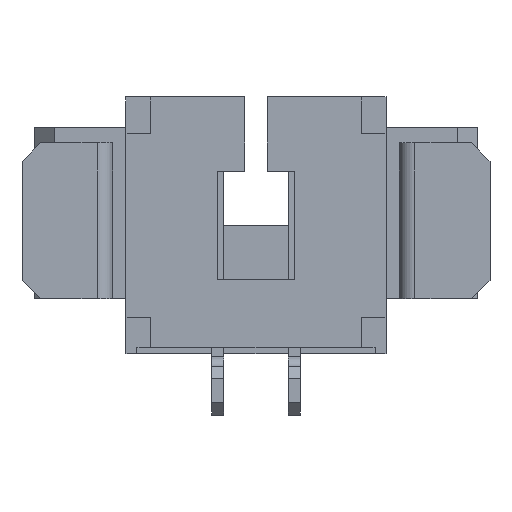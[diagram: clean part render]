
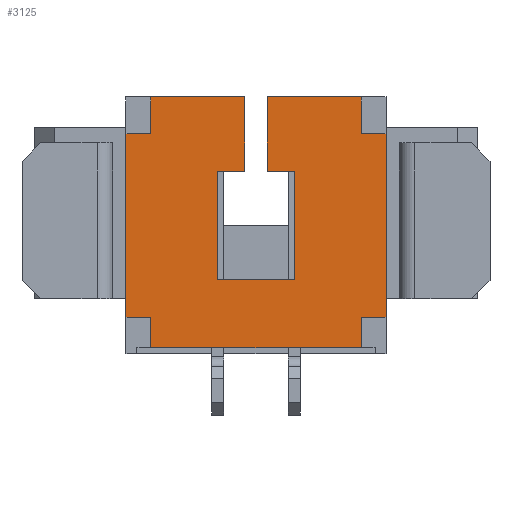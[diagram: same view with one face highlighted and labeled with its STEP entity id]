
A CAD part, front view. The second image highlights one B-rep face of the part: STEP entity #3125.
In plain terms, the highlighted planar face has unit normal (0, -1, 0).
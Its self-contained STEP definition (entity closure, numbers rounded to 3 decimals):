
#141=FACE_OUTER_BOUND('',#308,.T.);
#308=EDGE_LOOP('',(#2367,#2368,#2369,#2370,#2371,#2372,#2373,#2374,#2375,
#2376,#2377,#2378,#2379,#2380,#2381,#2382,#2383,#2384,#2385,#2386));
#421=LINE('',#4292,#849);
#462=LINE('',#4374,#890);
#500=LINE('',#4450,#928);
#591=LINE('',#4640,#1019);
#598=LINE('',#4654,#1026);
#611=LINE('',#4679,#1039);
#613=LINE('',#4682,#1041);
#616=LINE('',#4688,#1044);
#618=LINE('',#4691,#1046);
#621=LINE('',#4697,#1049);
#624=LINE('',#4703,#1052);
#625=LINE('',#4706,#1053);
#627=LINE('',#4710,#1055);
#628=LINE('',#4712,#1056);
#629=LINE('',#4714,#1057);
#630=LINE('',#4716,#1058);
#631=LINE('',#4718,#1059);
#632=LINE('',#4720,#1060);
#633=LINE('',#4721,#1061);
#634=LINE('',#4722,#1062);
#849=VECTOR('',#3477,10.);
#890=VECTOR('',#3532,10.);
#928=VECTOR('',#3600,10.);
#1019=VECTOR('',#3757,10.);
#1026=VECTOR('',#3766,10.);
#1039=VECTOR('',#3787,10.);
#1041=VECTOR('',#3791,10.);
#1044=VECTOR('',#3796,10.);
#1046=VECTOR('',#3800,10.);
#1049=VECTOR('',#3805,10.);
#1052=VECTOR('',#3810,10.);
#1053=VECTOR('',#3813,10.);
#1055=VECTOR('',#3817,10.);
#1056=VECTOR('',#3818,10.);
#1057=VECTOR('',#3819,10.);
#1058=VECTOR('',#3820,10.);
#1059=VECTOR('',#3821,10.);
#1060=VECTOR('',#3822,10.);
#1061=VECTOR('',#3823,10.);
#1062=VECTOR('',#3824,10.);
#1274=VERTEX_POINT('',#4289);
#1275=VERTEX_POINT('',#4291);
#1309=VERTEX_POINT('',#4373);
#1331=VERTEX_POINT('',#4447);
#1332=VERTEX_POINT('',#4449);
#1397=VERTEX_POINT('',#4637);
#1398=VERTEX_POINT('',#4639);
#1403=VERTEX_POINT('',#4651);
#1404=VERTEX_POINT('',#4653);
#1412=VERTEX_POINT('',#4677);
#1414=VERTEX_POINT('',#4686);
#1416=VERTEX_POINT('',#4695);
#1418=VERTEX_POINT('',#4701);
#1419=VERTEX_POINT('',#4705);
#1420=VERTEX_POINT('',#4709);
#1421=VERTEX_POINT('',#4711);
#1422=VERTEX_POINT('',#4713);
#1423=VERTEX_POINT('',#4715);
#1424=VERTEX_POINT('',#4717);
#1425=VERTEX_POINT('',#4719);
#1573=EDGE_CURVE('',#1275,#1274,#421,.T.);
#1614=EDGE_CURVE('',#1275,#1309,#462,.T.);
#1652=EDGE_CURVE('',#1331,#1332,#500,.T.);
#1747=EDGE_CURVE('',#1397,#1398,#591,.T.);
#1754=EDGE_CURVE('',#1403,#1404,#598,.T.);
#1767=EDGE_CURVE('',#1412,#1274,#611,.T.);
#1769=EDGE_CURVE('',#1332,#1412,#613,.T.);
#1772=EDGE_CURVE('',#1414,#1331,#616,.T.);
#1774=EDGE_CURVE('',#1404,#1414,#618,.T.);
#1777=EDGE_CURVE('',#1416,#1397,#621,.T.);
#1780=EDGE_CURVE('',#1418,#1416,#624,.T.);
#1781=EDGE_CURVE('',#1309,#1419,#625,.T.);
#1783=EDGE_CURVE('',#1420,#1403,#627,.T.);
#1784=EDGE_CURVE('',#1421,#1420,#628,.T.);
#1785=EDGE_CURVE('',#1422,#1421,#629,.T.);
#1786=EDGE_CURVE('',#1423,#1422,#630,.T.);
#1787=EDGE_CURVE('',#1424,#1423,#631,.T.);
#1788=EDGE_CURVE('',#1425,#1424,#632,.T.);
#1789=EDGE_CURVE('',#1398,#1425,#633,.T.);
#1790=EDGE_CURVE('',#1419,#1418,#634,.T.);
#2367=ORIENTED_EDGE('',*,*,#1573,.T.);
#2368=ORIENTED_EDGE('',*,*,#1767,.F.);
#2369=ORIENTED_EDGE('',*,*,#1769,.F.);
#2370=ORIENTED_EDGE('',*,*,#1652,.F.);
#2371=ORIENTED_EDGE('',*,*,#1772,.F.);
#2372=ORIENTED_EDGE('',*,*,#1774,.F.);
#2373=ORIENTED_EDGE('',*,*,#1754,.F.);
#2374=ORIENTED_EDGE('',*,*,#1783,.F.);
#2375=ORIENTED_EDGE('',*,*,#1784,.F.);
#2376=ORIENTED_EDGE('',*,*,#1785,.F.);
#2377=ORIENTED_EDGE('',*,*,#1786,.F.);
#2378=ORIENTED_EDGE('',*,*,#1787,.F.);
#2379=ORIENTED_EDGE('',*,*,#1788,.F.);
#2380=ORIENTED_EDGE('',*,*,#1789,.F.);
#2381=ORIENTED_EDGE('',*,*,#1747,.F.);
#2382=ORIENTED_EDGE('',*,*,#1777,.F.);
#2383=ORIENTED_EDGE('',*,*,#1780,.F.);
#2384=ORIENTED_EDGE('',*,*,#1790,.F.);
#2385=ORIENTED_EDGE('',*,*,#1781,.F.);
#2386=ORIENTED_EDGE('',*,*,#1614,.F.);
#2969=PLANE('',#3334);
#3125=ADVANCED_FACE('',(#141),#2969,.F.);
#3334=AXIS2_PLACEMENT_3D('',#4708,#3815,#3816);
#3477=DIRECTION('',(1.,0.,0.));
#3532=DIRECTION('',(0.,0.,1.));
#3600=DIRECTION('',(0.,0.,-1.));
#3757=DIRECTION('',(1.,0.,0.));
#3766=DIRECTION('',(1.,0.,0.));
#3787=DIRECTION('',(0.,0.,-1.));
#3791=DIRECTION('',(-1.,0.,0.));
#3796=DIRECTION('',(1.,0.,0.));
#3800=DIRECTION('',(0.,0.,-1.));
#3805=DIRECTION('',(0.,0.,1.));
#3810=DIRECTION('',(1.,0.,0.));
#3813=DIRECTION('',(-1.,0.,0.));
#3815=DIRECTION('center_axis',(0.,1.,0.));
#3816=DIRECTION('ref_axis',(0.,0.,1.));
#3817=DIRECTION('',(0.,0.,1.));
#3818=DIRECTION('',(-1.,0.,0.));
#3819=DIRECTION('',(0.,0.,1.));
#3820=DIRECTION('',(1.,0.,0.));
#3821=DIRECTION('',(0.,0.,-1.));
#3822=DIRECTION('',(-1.,0.,0.));
#3823=DIRECTION('',(0.,0.,-1.));
#3824=DIRECTION('',(0.,0.,1.));
#4289=CARTESIAN_POINT('',(1.718,0.1,-2.));
#4291=CARTESIAN_POINT('',(-1.718,0.1,-2.));
#4292=CARTESIAN_POINT('',(0.,0.1,-2.));
#4373=CARTESIAN_POINT('',(-1.718,0.1,-1.501));
#4374=CARTESIAN_POINT('',(-1.718,0.1,-2.1));
#4447=CARTESIAN_POINT('',(2.125,0.1,1.501));
#4449=CARTESIAN_POINT('',(2.125,0.1,-1.501));
#4450=CARTESIAN_POINT('',(2.125,0.1,1.05));
#4637=CARTESIAN_POINT('',(-1.718,0.1,2.1));
#4639=CARTESIAN_POINT('',(-0.185,0.1,2.1));
#4640=CARTESIAN_POINT('',(-1.812,0.1,2.1));
#4651=CARTESIAN_POINT('',(0.185,0.1,2.1));
#4653=CARTESIAN_POINT('',(1.718,0.1,2.1));
#4654=CARTESIAN_POINT('',(-1.812,0.1,2.1));
#4677=CARTESIAN_POINT('',(1.718,0.1,-1.501));
#4679=CARTESIAN_POINT('',(1.718,0.1,-2.1));
#4682=CARTESIAN_POINT('',(1.718,0.1,-1.501));
#4686=CARTESIAN_POINT('',(1.718,0.1,1.501));
#4688=CARTESIAN_POINT('',(1.718,0.1,1.501));
#4691=CARTESIAN_POINT('',(1.718,0.1,2.1));
#4695=CARTESIAN_POINT('',(-1.718,0.1,1.501));
#4697=CARTESIAN_POINT('',(-1.718,0.1,2.1));
#4701=CARTESIAN_POINT('',(-2.125,0.1,1.501));
#4703=CARTESIAN_POINT('',(-1.718,0.1,1.501));
#4705=CARTESIAN_POINT('',(-2.125,0.1,-1.501));
#4706=CARTESIAN_POINT('',(-1.718,0.1,-1.501));
#4708=CARTESIAN_POINT('Origin',(0.,0.1,0.));
#4709=CARTESIAN_POINT('',(0.185,0.1,0.889));
#4710=CARTESIAN_POINT('',(0.185,0.1,1.05));
#4711=CARTESIAN_POINT('',(0.629,0.1,0.889));
#4712=CARTESIAN_POINT('',(0.092,0.1,0.889));
#4713=CARTESIAN_POINT('',(0.629,0.1,-0.889));
#4714=CARTESIAN_POINT('',(0.629,0.1,0.444));
#4715=CARTESIAN_POINT('',(-0.629,0.1,-0.889));
#4716=CARTESIAN_POINT('',(0.315,0.1,-0.889));
#4717=CARTESIAN_POINT('',(-0.629,0.1,0.889));
#4718=CARTESIAN_POINT('',(-0.629,0.1,-0.444));
#4719=CARTESIAN_POINT('',(-0.185,0.1,0.889));
#4720=CARTESIAN_POINT('',(-0.315,0.1,0.889));
#4721=CARTESIAN_POINT('',(-0.185,0.1,0.444));
#4722=CARTESIAN_POINT('',(-2.125,0.1,1.05));
